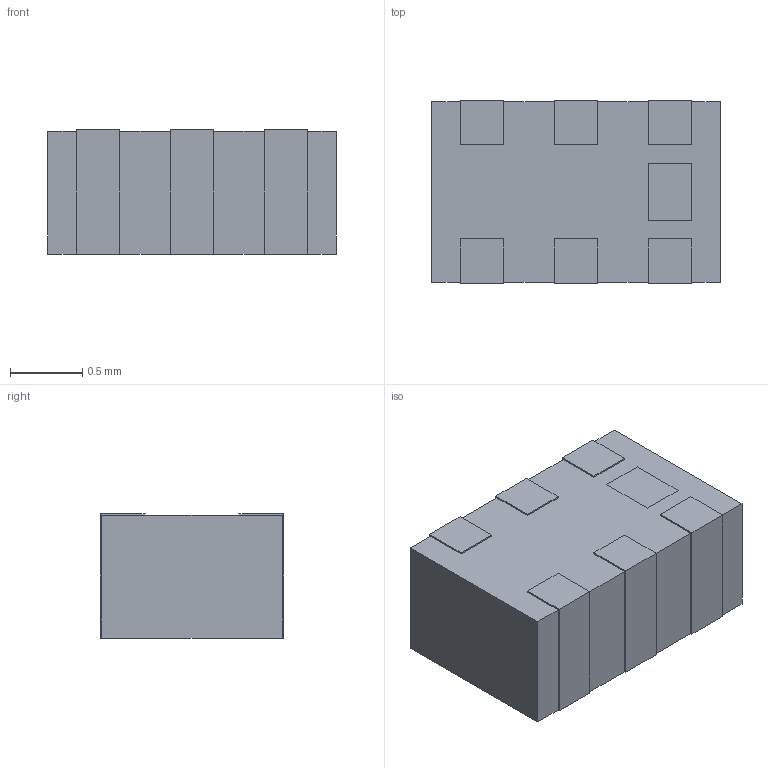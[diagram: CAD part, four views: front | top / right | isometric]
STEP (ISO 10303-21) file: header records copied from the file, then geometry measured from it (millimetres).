
FILE_DESCRIPTION(('FreeCAD Model'),'2;1');
FILE_NAME('User Library-1600BL15B100E.step', '2017-04-11T06:53:54',('kicad StepUp'),('ksu MCAD'), 'Open CASCADE STEP processor 6.8','FreeCAD','Unknown');
FILE_SCHEMA(('AUTOMOTIVE_DESIGN_CC2 { 1 2 10303 214 -1 1 5 4 }'));
Length unit declared in the file: millimetre
Products named in the file (2): ASSEMBLY; User_Library-1600BL15B100E
Assembly tree (1 placements, depth 2):
  ASSEMBLY
    User_Library-1600BL15B100E
Bounding box: 2 x 1.27 x 0.86 mm (x, y, z)
Volume: 2.1 mm3; surface area: 10.7 mm2
Topology: 1 solids, 1 shells, 43 faces, 124 edges, 84 vertices
Faces by surface type: plane 43
Entity records: 1723 total; most frequent: CARTESIAN_POINT 253, ORIENTED_EDGE 248, DIRECTION 214, EDGE_CURVE 124, LINE 124, VECTOR 124, VERTEX_POINT 84, AXIS2_PLACEMENT_3D 45
